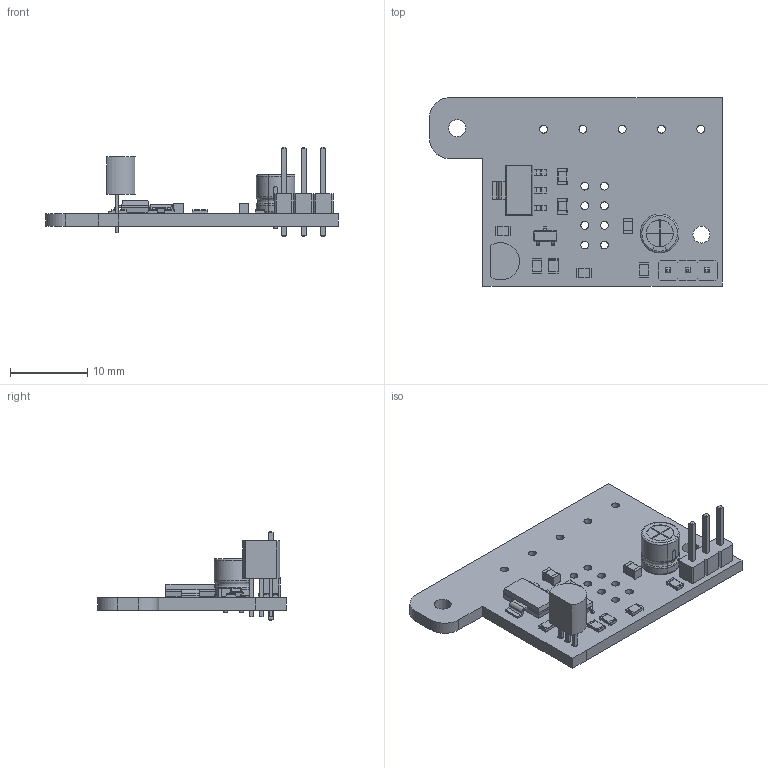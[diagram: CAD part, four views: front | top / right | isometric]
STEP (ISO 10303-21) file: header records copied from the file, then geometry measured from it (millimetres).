
FILE_DESCRIPTION(('KiCad electronic assembly'),'2;1');
FILE_NAME('esp01-ws2812b-breakout.step','2021-12-10T13:49:26',( 'An Author'),('A Company'),'Open CASCADE STEP processor 6.9', 'KiCad to STEP converter','Unknown');
FILE_SCHEMA(('AUTOMOTIVE_DESIGN { 1 0 10303 214 1 1 1 1 }'));
Length unit declared in the file: millimetre
Products named in the file (16): Open CASCADE STEP translator 6.9 1; PinHeader_1x03_P2.54mm_Vertical; SOLID; SOT-223; TO-92_Inline; SOT-23; CP_Radial_D5.0mm_P2.00mm; C_0805_2012Metric; R_0805_2012Metric; COMPOUND
Assembly tree (21 placements, depth 3):
  Open CASCADE STEP translator 6.9 1
    PinHeader_1x03_P2.54mm_Vertical
      SOLID
    SOT-223
      SOLID
    TO-92_Inline
      SOLID
    SOT-23
      SOLID
    CP_Radial_D5.0mm_P2.00mm
      SOLID
    C_0805_2012Metric  x3
      SOLID
    R_0805_2012Metric  x5
      SOLID
    COMPOUND
Bounding box: 37.85 x 24.38 x 11.54 mm (x, y, z)
Volume: 1538.2 mm3; surface area: 2513.4 mm2
Topology: 14 solids, 15 shells, 548 faces, 1375 edges, 874 vertices
Faces by surface type: plane 349, cylinder 143, bspline 49, revolution 5, torus 2
Full cylindrical faces by diameter (mm): 0.5 x2, 0.75 x3, 0.8 x2, 1 x3, 1.016 x13, 2.2 x2
Entity records: 27829 total; most frequent: CARTESIAN_POINT 5760, DIRECTION 3545, LINE 2316, VECTOR 2316, ORIENTED_EDGE 1918, PCURVE 1918, DEFINITIONAL_REPRESENTATION 1918, EDGE_CURVE 959
